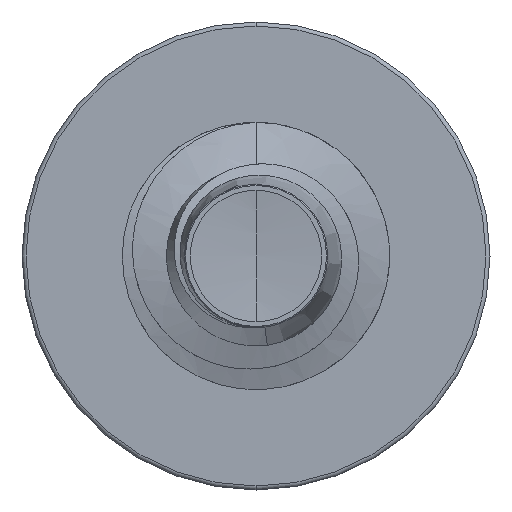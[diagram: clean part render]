
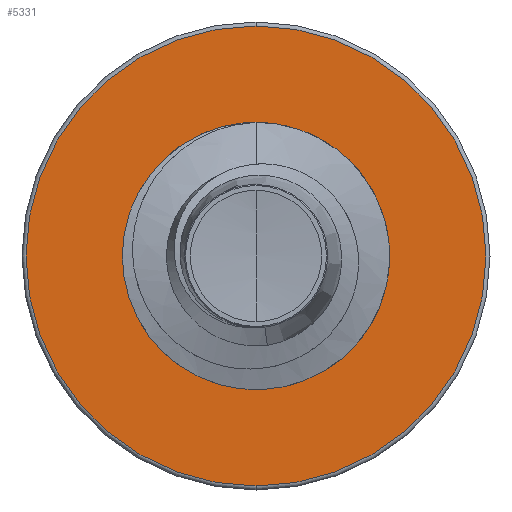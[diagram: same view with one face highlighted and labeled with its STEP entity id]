
A CAD part, front view. The second image highlights one B-rep face of the part: STEP entity #5331.
In plain terms, the highlighted planar face has unit normal (0, -1, 0).
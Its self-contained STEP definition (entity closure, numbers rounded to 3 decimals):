
#424 = CARTESIAN_POINT ( 'NONE',  ( 0., 6., -2.842 ) ) ;
#572 = AXIS2_PLACEMENT_3D ( 'NONE', #2920, #2905, #2900 ) ;
#741 = DIRECTION ( 'NONE',  ( 0., 0., 1. ) ) ;
#752 = DIRECTION ( 'NONE',  ( 0., 1., 0. ) ) ;
#756 = CARTESIAN_POINT ( 'NONE',  ( 0., 6., 0. ) ) ;
#954 = CARTESIAN_POINT ( 'NONE',  ( 0., 6., 5.16 ) ) ;
#959 = CIRCLE ( 'NONE', #1687, 2.842 ) ;
#1419 = AXIS2_PLACEMENT_3D ( 'NONE', #756, #752, #741 ) ;
#1449 = AXIS2_PLACEMENT_3D ( 'NONE', #1719, #1703, #1698 ) ;
#1555 = EDGE_LOOP ( 'NONE', ( #5227, #7679 ) ) ;
#1687 = AXIS2_PLACEMENT_3D ( 'NONE', #4780, #4767, #4762 ) ;
#1698 = DIRECTION ( 'NONE',  ( 0., 0., 1. ) ) ;
#1703 = DIRECTION ( 'NONE',  ( 0., 1., 0. ) ) ;
#1719 = CARTESIAN_POINT ( 'NONE',  ( 0., 6., 0. ) ) ;
#2366 = CIRCLE ( 'NONE', #1449, 2.842 ) ;
#2396 = ORIENTED_EDGE ( 'NONE', *, *, #9807, .F. ) ;
#2521 = CARTESIAN_POINT ( 'NONE',  ( 0., 6., -5.16 ) ) ;
#2900 = DIRECTION ( 'NONE',  ( 0., 0., 1. ) ) ;
#2905 = DIRECTION ( 'NONE',  ( 0., 1., 0. ) ) ;
#2920 = CARTESIAN_POINT ( 'NONE',  ( 0., 6., 0. ) ) ;
#4307 = AXIS2_PLACEMENT_3D ( 'NONE', #10609, #10619, #10589 ) ;
#4686 = VERTEX_POINT ( 'NONE', #954 ) ;
#4762 = DIRECTION ( 'NONE',  ( 0., 0., 1. ) ) ;
#4767 = DIRECTION ( 'NONE',  ( 0., 1., 0. ) ) ;
#4780 = CARTESIAN_POINT ( 'NONE',  ( 0., 6., 0. ) ) ;
#4810 = VERTEX_POINT ( 'NONE', #424 ) ;
#5227 = ORIENTED_EDGE ( 'NONE', *, *, #9645, .T. ) ;
#5331 = ADVANCED_FACE ( 'NONE', ( #10284, #6904 ), #10601, .F. ) ;
#6401 = CIRCLE ( 'NONE', #572, 5.16 ) ;
#6904 = FACE_BOUND ( 'NONE', #1555, .T. ) ;
#6916 = EDGE_LOOP ( 'NONE', ( #10779, #2396 ) ) ;
#7579 = CARTESIAN_POINT ( 'NONE',  ( 0., 6., 2.842 ) ) ;
#7679 = ORIENTED_EDGE ( 'NONE', *, *, #9795, .T. ) ;
#9247 = VERTEX_POINT ( 'NONE', #7579 ) ;
#9645 = EDGE_CURVE ( 'NONE', #9247, #4810, #959, .T. ) ;
#9795 = EDGE_CURVE ( 'NONE', #4810, #9247, #2366, .T. ) ;
#9807 = EDGE_CURVE ( 'NONE', #10385, #4686, #10767, .T. ) ;
#10284 = FACE_OUTER_BOUND ( 'NONE', #6916, .T. ) ;
#10385 = VERTEX_POINT ( 'NONE', #2521 ) ;
#10589 = DIRECTION ( 'NONE',  ( 0., 0., 1. ) ) ;
#10601 = PLANE ( 'NONE',  #4307 ) ;
#10609 = CARTESIAN_POINT ( 'NONE',  ( 0., 6., -2.842 ) ) ;
#10619 = DIRECTION ( 'NONE',  ( 0., 1., 0. ) ) ;
#10736 = EDGE_CURVE ( 'NONE', #4686, #10385, #6401, .T. ) ;
#10767 = CIRCLE ( 'NONE', #1419, 5.16 ) ;
#10779 = ORIENTED_EDGE ( 'NONE', *, *, #10736, .F. ) ;
